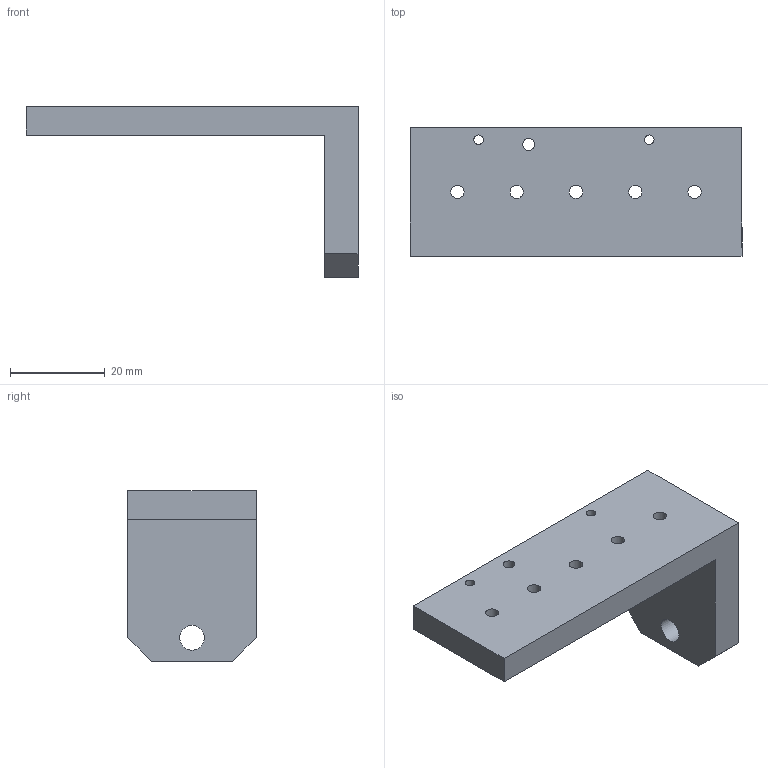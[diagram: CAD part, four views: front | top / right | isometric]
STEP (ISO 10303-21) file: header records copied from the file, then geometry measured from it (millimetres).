
FILE_DESCRIPTION(/* description */ (''),/* implementation_level */ '2;1');
FILE_NAME(/* name */ '30_XYTabel_Aliexpress_cellSTORM_xmount.ipt.step',/* time_stamp */ '2022-11-29T08:25:07+01:00',/* author */ ('diederichbenedict'),/* organization */ (''),/* preprocessor_version */ 'ST-DEVELOPER v18.1',/* originating_system */ 'Autodesk Inventor 2022',/* authorisation */ '');
FILE_SCHEMA (('AUTOMOTIVE_DESIGN { 1 0 10303 214 3 1 1 }'));
Length unit declared in the file: millimetre
Products named in the file (1): 30_XYTabel_Aliexpress_cellSTORM_xmount
Bounding box: 70 x 27.1 x 36 mm (x, y, z)
Volume: 16261.7 mm3; surface area: 7583.8 mm2
Topology: 1 solids, 1 shells, 27 faces, 63 edges, 42 vertices
Faces by surface type: plane 14, cylinder 13
Full cylindrical faces by diameter (mm): 2 x2, 2.5 x1, 2.8 x7, 4.5 x2, 5.2 x1
Entity records: 860 total; most frequent: DIRECTION 145, CARTESIAN_POINT 133, ORIENTED_EDGE 126, EDGE_CURVE 63, AXIS2_PLACEMENT_3D 54, EDGE_LOOP 49, VERTEX_POINT 42, LINE 37
